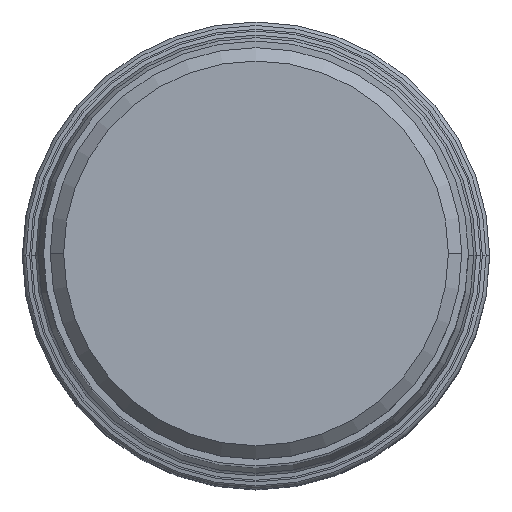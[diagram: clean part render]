
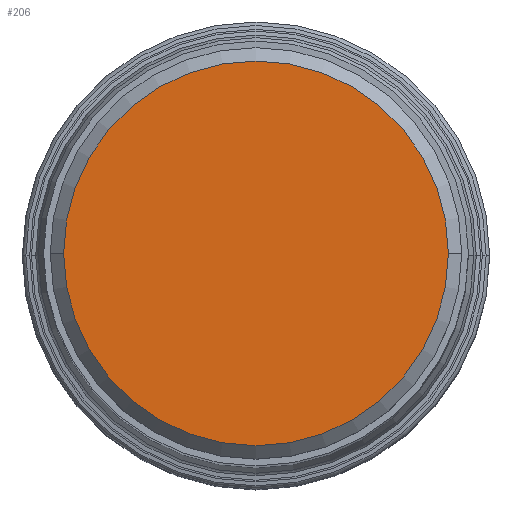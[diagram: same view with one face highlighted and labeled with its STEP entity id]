
A CAD part, top view. The second image highlights one B-rep face of the part: STEP entity #206.
In plain terms, the highlighted planar face has unit normal (0, 0, 1).
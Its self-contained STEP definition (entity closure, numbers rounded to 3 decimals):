
#29=PLANE('',#1419);
#206=ADVANCED_FACE('',(#293),#29,.F.);
#293=FACE_OUTER_BOUND('',#369,.T.);
#369=EDGE_LOOP('',(#632,#633));
#632=ORIENTED_EDGE('',*,*,#892,.T.);
#633=ORIENTED_EDGE('',*,*,#891,.T.);
#750=VERTEX_POINT('',#2866);
#751=VERTEX_POINT('',#2868);
#891=EDGE_CURVE('',#750,#751,#1077,.T.);
#892=EDGE_CURVE('',#751,#750,#1078,.T.);
#1077=CIRCLE('',#1416,14.375);
#1078=CIRCLE('',#1418,14.375);
#1416=AXIS2_PLACEMENT_3D('',#2869,#1735,#1736);
#1418=AXIS2_PLACEMENT_3D('',#2871,#1739,#1740);
#1419=AXIS2_PLACEMENT_3D('',#2872,#1741,#1742);
#1735=DIRECTION('',(0.,0.,1.));
#1736=DIRECTION('',(-1.,0.,0.));
#1739=DIRECTION('',(0.,0.,1.));
#1740=DIRECTION('',(1.,0.,0.));
#1741=DIRECTION('',(0.,0.,-1.));
#1742=DIRECTION('',(-1.,0.,0.));
#2866=CARTESIAN_POINT('',(-14.375,0.,0.));
#2868=CARTESIAN_POINT('',(14.375,0.,0.));
#2869=CARTESIAN_POINT('',(0.,0.,0.));
#2871=CARTESIAN_POINT('',(0.,0.,0.));
#2872=CARTESIAN_POINT('',(0.,0.,0.));
